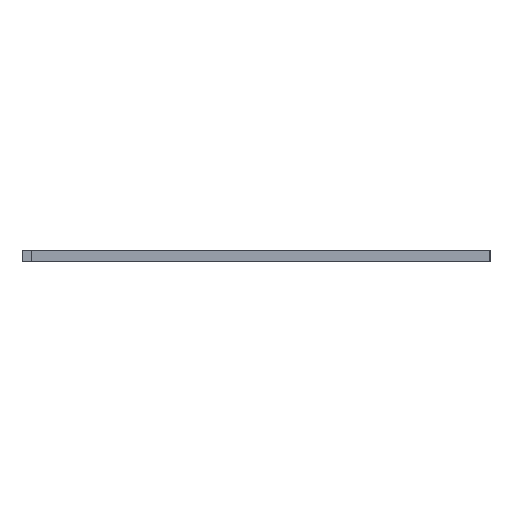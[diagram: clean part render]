
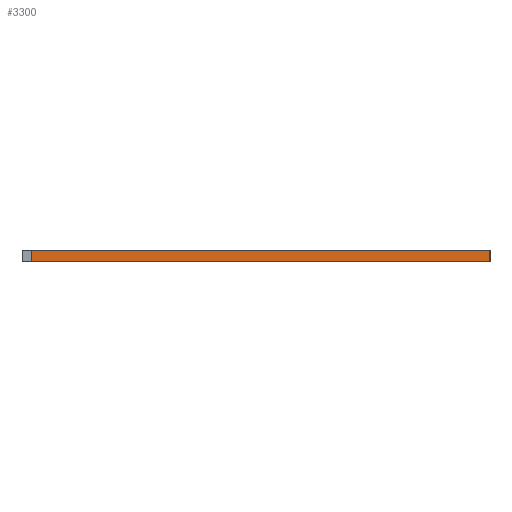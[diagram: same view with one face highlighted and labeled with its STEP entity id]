
A CAD part, left-side view. The second image highlights one B-rep face of the part: STEP entity #3300.
In plain terms, the highlighted planar face has unit normal (-1, 0, 0).
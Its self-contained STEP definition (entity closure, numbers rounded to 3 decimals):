
#94=FACE_OUTER_BOUND('',#256,.T.);
#256=EDGE_LOOP('',(#2415,#2416,#2417,#2418));
#534=LINE('',#4778,#1014);
#577=LINE('',#4845,#1057);
#578=LINE('',#4847,#1058);
#579=LINE('',#4848,#1059);
#1014=VECTOR('',#3874,10.);
#1057=VECTOR('',#3959,10.);
#1058=VECTOR('',#3960,10.);
#1059=VECTOR('',#3961,10.);
#1455=VERTEX_POINT('',#4775);
#1456=VERTEX_POINT('',#4777);
#1459=VERTEX_POINT('',#4844);
#1460=VERTEX_POINT('',#4846);
#1814=EDGE_CURVE('',#1456,#1455,#534,.T.);
#1857=EDGE_CURVE('',#1459,#1455,#577,.T.);
#1858=EDGE_CURVE('',#1459,#1460,#578,.T.);
#1859=EDGE_CURVE('',#1456,#1460,#579,.T.);
#2415=ORIENTED_EDGE('',*,*,#1814,.T.);
#2416=ORIENTED_EDGE('',*,*,#1857,.F.);
#2417=ORIENTED_EDGE('',*,*,#1858,.T.);
#2418=ORIENTED_EDGE('',*,*,#1859,.F.);
#3138=PLANE('',#3476);
#3300=ADVANCED_FACE('',(#94),#3138,.T.);
#3476=AXIS2_PLACEMENT_3D('',#4843,#3957,#3958);
#3874=DIRECTION('',(0.,0.,-1.));
#3957=DIRECTION('center_axis',(-1.,0.,0.));
#3958=DIRECTION('ref_axis',(0.,-1.,0.));
#3959=DIRECTION('',(0.,1.,0.));
#3960=DIRECTION('',(0.,0.,1.));
#3961=DIRECTION('',(0.,-1.,0.));
#4775=CARTESIAN_POINT('',(-300.,192.,0.));
#4777=CARTESIAN_POINT('',(-300.,192.,10.));
#4778=CARTESIAN_POINT('',(-300.,192.,2.5));
#4843=CARTESIAN_POINT('Origin',(-300.,200.,0.));
#4844=CARTESIAN_POINT('',(-300.,-200.,0.));
#4845=CARTESIAN_POINT('',(-300.,-200.,0.));
#4846=CARTESIAN_POINT('',(-300.,-200.,10.));
#4847=CARTESIAN_POINT('',(-300.,-200.,0.));
#4848=CARTESIAN_POINT('',(-300.,-200.,10.));
